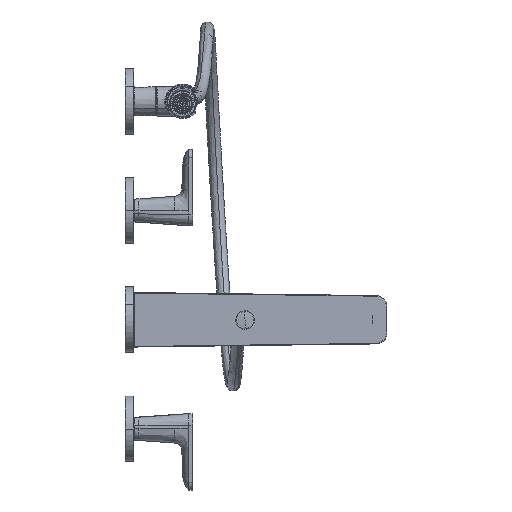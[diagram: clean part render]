
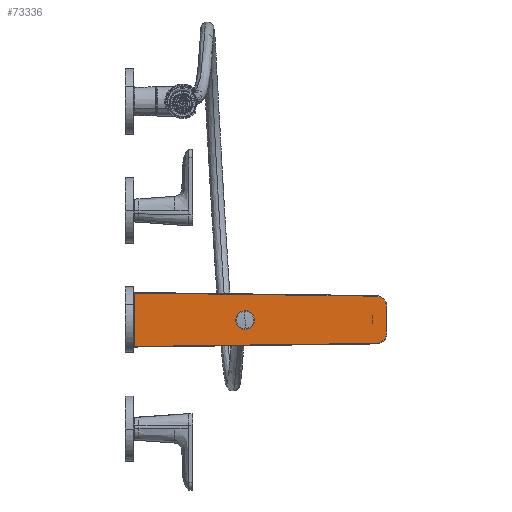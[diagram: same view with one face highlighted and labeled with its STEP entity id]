
A CAD part, top view. The second image highlights one B-rep face of the part: STEP entity #73336.
In plain terms, the highlighted face is planar.
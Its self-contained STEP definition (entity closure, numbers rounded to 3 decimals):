
#73234=CARTESIAN_POINT('Vertex',(3.068,11.5,107.617)) ;
#73241=CARTESIAN_POINT('Vertex',(0.,11.5,108.4)) ;
#73244=CARTESIAN_POINT('Axis2P3D Location',(0.,11.5,102.)) ;
#73256=CARTESIAN_POINT('Axis2P3D Location',(0.,11.5,102.)) ;
#73260=CARTESIAN_POINT('Vertex',(0.,11.5,95.6)) ;
#73263=CARTESIAN_POINT('Axis2P3D Location',(0.,11.5,102.)) ;
#73276=CARTESIAN_POINT('Axis2P3D Location',(-12.128,11.5,222.)) ;
#73281=CARTESIAN_POINT('Line Origine',(23.061,11.5,111.311)) ;
#73285=CARTESIAN_POINT('Vertex',(21.628,11.5,222.123)) ;
#73287=CARTESIAN_POINT('Vertex',(24.493,11.5,0.5)) ;
#73290=CARTESIAN_POINT('Line Origine',(0.,11.5,0.5)) ;
#73294=CARTESIAN_POINT('Vertex',(-24.493,11.5,0.5)) ;
#73297=CARTESIAN_POINT('Line Origine',(-23.061,11.5,111.311)) ;
#73301=CARTESIAN_POINT('Vertex',(-21.628,11.5,222.123)) ;
#73304=CARTESIAN_POINT('Axis2P3D Location',(-12.128,11.5,222.)) ;
#73308=CARTESIAN_POINT('Vertex',(-12.128,11.5,231.5)) ;
#73311=CARTESIAN_POINT('Line Origine',(0.,11.5,231.5)) ;
#73315=CARTESIAN_POINT('Vertex',(12.128,11.5,231.5)) ;
#73318=CARTESIAN_POINT('Axis2P3D Location',(12.128,11.5,222.)) ;
#73283=VECTOR('Line Direction',#73282,1.) ;
#73292=VECTOR('Line Direction',#73291,1.) ;
#73299=VECTOR('Line Direction',#73298,1.) ;
#73313=VECTOR('Line Direction',#73312,1.) ;
#73245=DIRECTION('Axis2P3D Direction',(0.,1.,0.)) ;
#73257=DIRECTION('Axis2P3D Direction',(0.,1.,0.)) ;
#73264=DIRECTION('Axis2P3D Direction',(0.,1.,0.)) ;
#73277=DIRECTION('Axis2P3D Direction',(0.,1.,0.)) ;
#73278=DIRECTION('Axis2P3D XDirection',(0.,0.,1.)) ;
#73282=DIRECTION('Vector Direction',(0.013,0.,-1.)) ;
#73291=DIRECTION('Vector Direction',(-1.,0.,0.)) ;
#73298=DIRECTION('Vector Direction',(0.013,0.,1.)) ;
#73305=DIRECTION('Axis2P3D Direction',(0.,1.,0.)) ;
#73312=DIRECTION('Vector Direction',(1.,0.,0.)) ;
#73319=DIRECTION('Axis2P3D Direction',(0.,1.,0.)) ;
#73246=AXIS2_PLACEMENT_3D('Circle Axis2P3D',#73244,#73245,$) ;
#73258=AXIS2_PLACEMENT_3D('Circle Axis2P3D',#73256,#73257,$) ;
#73265=AXIS2_PLACEMENT_3D('Circle Axis2P3D',#73263,#73264,$) ;
#73279=AXIS2_PLACEMENT_3D('Plane Axis2P3D',#73276,#73277,#73278) ;
#73306=AXIS2_PLACEMENT_3D('Circle Axis2P3D',#73304,#73305,$) ;
#73320=AXIS2_PLACEMENT_3D('Circle Axis2P3D',#73318,#73319,$) ;
#73284=LINE('Line',#73281,#73283) ;
#73293=LINE('Line',#73290,#73292) ;
#73300=LINE('Line',#73297,#73299) ;
#73314=LINE('Line',#73311,#73313) ;
#73247=CIRCLE('generated circle',#73246,6.4) ;
#73259=CIRCLE('generated circle',#73258,6.4) ;
#73266=CIRCLE('generated circle',#73265,6.4) ;
#73307=CIRCLE('generated circle',#73306,9.5) ;
#73321=CIRCLE('generated circle',#73320,9.5) ;
#73280=PLANE('',#73279) ;
#73335=FACE_BOUND('',#73331,.T.) ;
#73248=EDGE_CURVE('',#73242,#73235,#73247,.T.) ;
#73262=EDGE_CURVE('',#73235,#73261,#73259,.T.) ;
#73267=EDGE_CURVE('',#73261,#73242,#73266,.T.) ;
#73289=EDGE_CURVE('',#73286,#73288,#73284,.T.) ;
#73296=EDGE_CURVE('',#73288,#73295,#73293,.T.) ;
#73303=EDGE_CURVE('',#73295,#73302,#73300,.T.) ;
#73310=EDGE_CURVE('',#73302,#73309,#73307,.T.) ;
#73317=EDGE_CURVE('',#73309,#73316,#73314,.T.) ;
#73322=EDGE_CURVE('',#73316,#73286,#73321,.T.) ;
#73324=ORIENTED_EDGE('',*,*,#73289,.T.) ;
#73325=ORIENTED_EDGE('',*,*,#73296,.T.) ;
#73326=ORIENTED_EDGE('',*,*,#73303,.T.) ;
#73327=ORIENTED_EDGE('',*,*,#73310,.T.) ;
#73328=ORIENTED_EDGE('',*,*,#73317,.T.) ;
#73329=ORIENTED_EDGE('',*,*,#73322,.T.) ;
#73332=ORIENTED_EDGE('',*,*,#73267,.F.) ;
#73333=ORIENTED_EDGE('',*,*,#73262,.F.) ;
#73334=ORIENTED_EDGE('',*,*,#73248,.F.) ;
#73323=EDGE_LOOP('',(#73324,#73325,#73326,#73327,#73328,#73329)) ;
#73331=EDGE_LOOP('',(#73332,#73333,#73334)) ;
#73235=VERTEX_POINT('',#73234) ;
#73242=VERTEX_POINT('',#73241) ;
#73261=VERTEX_POINT('',#73260) ;
#73286=VERTEX_POINT('',#73285) ;
#73288=VERTEX_POINT('',#73287) ;
#73295=VERTEX_POINT('',#73294) ;
#73302=VERTEX_POINT('',#73301) ;
#73309=VERTEX_POINT('',#73308) ;
#73316=VERTEX_POINT('',#73315) ;
#73336=ADVANCED_FACE('Hauptk\X2\00F6\X0\rper',(#73330,#73335),#73280,.T.) ;
#73330=FACE_OUTER_BOUND('',#73323,.T.) ;
